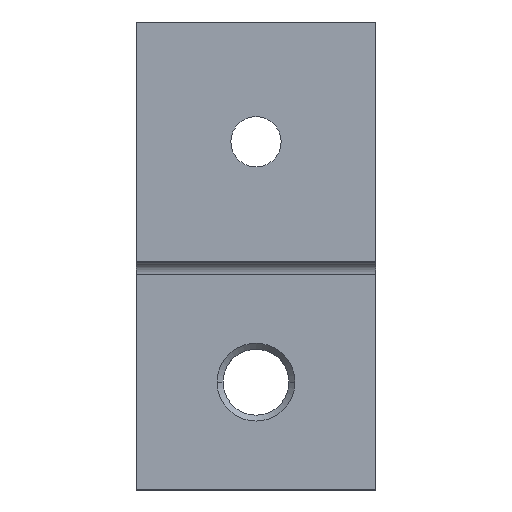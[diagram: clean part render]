
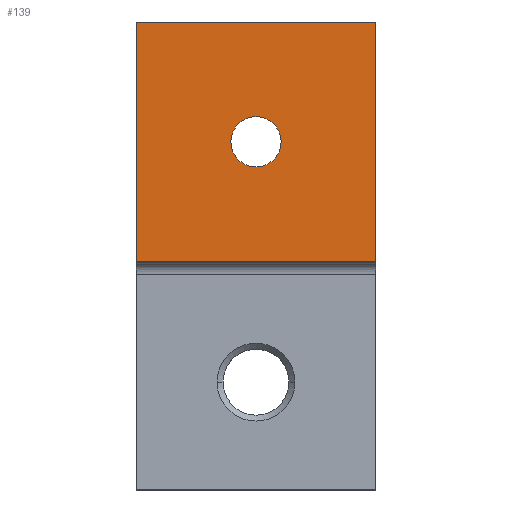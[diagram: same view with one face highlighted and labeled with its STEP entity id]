
A CAD part, top view. The second image highlights one B-rep face of the part: STEP entity #139.
In plain terms, the highlighted planar face has unit normal (0, 0, 1).
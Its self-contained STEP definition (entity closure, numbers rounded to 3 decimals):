
#9 = CARTESIAN_POINT ( 'NONE',  ( -10., -10., 0. ) ) ;
#28 = CARTESIAN_POINT ( 'NONE',  ( 0., 0., 0. ) ) ;
#44 = EDGE_CURVE ( 'NONE', #1096, #856, #61, .T. ) ;
#46 = CARTESIAN_POINT ( 'NONE',  ( 2.1, 0., 0. ) ) ;
#61 = LINE ( 'NONE', #1064, #772 ) ;
#78 = EDGE_CURVE ( 'NONE', #888, #1104, #110, .T. ) ;
#79 = LINE ( 'NONE', #450, #993 ) ;
#88 = EDGE_LOOP ( 'NONE', ( #142, #524 ) ) ;
#94 = CARTESIAN_POINT ( 'NONE',  ( -10., 10., 0. ) ) ;
#109 = CARTESIAN_POINT ( 'NONE',  ( -2.1, 0., 0. ) ) ;
#110 = CIRCLE ( 'NONE', #1164, 2.1 ) ;
#112 = EDGE_CURVE ( 'NONE', #169, #1096, #79, .T. ) ;
#123 = DIRECTION ( 'NONE',  ( 1., 0., 0. ) ) ;
#135 = VECTOR ( 'NONE', #968, 1000. ) ;
#139 = ADVANCED_FACE ( 'NONE', ( #732, #971 ), #542, .F. ) ;
#142 = ORIENTED_EDGE ( 'NONE', *, *, #954, .F. ) ;
#143 = ORIENTED_EDGE ( 'NONE', *, *, #112, .T. ) ;
#160 = ORIENTED_EDGE ( 'NONE', *, *, #44, .T. ) ;
#169 = VERTEX_POINT ( 'NONE', #1016 ) ;
#231 = LINE ( 'NONE', #1099, #694 ) ;
#246 = CARTESIAN_POINT ( 'NONE',  ( 10., -10., 0. ) ) ;
#272 = ORIENTED_EDGE ( 'NONE', *, *, #1148, .T. ) ;
#275 = DIRECTION ( 'NONE',  ( 0., 0., 1. ) ) ;
#332 = EDGE_CURVE ( 'NONE', #724, #169, #231, .T. ) ;
#338 = AXIS2_PLACEMENT_3D ( 'NONE', #94, #923, #369 ) ;
#368 = LINE ( 'NONE', #703, #135 ) ;
#369 = DIRECTION ( 'NONE',  ( -1., 0., 0. ) ) ;
#450 = CARTESIAN_POINT ( 'NONE',  ( -10., 10., 0. ) ) ;
#465 = EDGE_LOOP ( 'NONE', ( #160, #272, #1130, #143 ) ) ;
#524 = ORIENTED_EDGE ( 'NONE', *, *, #78, .F. ) ;
#542 = PLANE ( 'NONE',  #338 ) ;
#562 = CIRCLE ( 'NONE', #798, 2.1 ) ;
#590 = CARTESIAN_POINT ( 'NONE',  ( -10., 10., 0. ) ) ;
#676 = DIRECTION ( 'NONE',  ( 0., 0., 1. ) ) ;
#694 = VECTOR ( 'NONE', #928, 1000. ) ;
#703 = CARTESIAN_POINT ( 'NONE',  ( -10., -10., 0. ) ) ;
#724 = VERTEX_POINT ( 'NONE', #246 ) ;
#732 = FACE_BOUND ( 'NONE', #88, .T. ) ;
#738 = DIRECTION ( 'NONE',  ( -1., 0., 0. ) ) ;
#772 = VECTOR ( 'NONE', #1062, 1000. ) ;
#798 = AXIS2_PLACEMENT_3D ( 'NONE', #28, #676, #123 ) ;
#827 = CARTESIAN_POINT ( 'NONE',  ( 0., 0., 0. ) ) ;
#856 = VERTEX_POINT ( 'NONE', #9 ) ;
#888 = VERTEX_POINT ( 'NONE', #109 ) ;
#915 = DIRECTION ( 'NONE',  ( 1., 0., 0. ) ) ;
#923 = DIRECTION ( 'NONE',  ( 0., 0., -1. ) ) ;
#928 = DIRECTION ( 'NONE',  ( 0., 1., 0. ) ) ;
#954 = EDGE_CURVE ( 'NONE', #1104, #888, #562, .T. ) ;
#968 = DIRECTION ( 'NONE',  ( 1., 0., 0. ) ) ;
#971 = FACE_OUTER_BOUND ( 'NONE', #465, .T. ) ;
#993 = VECTOR ( 'NONE', #738, 1000. ) ;
#1016 = CARTESIAN_POINT ( 'NONE',  ( 10., 10., 0. ) ) ;
#1062 = DIRECTION ( 'NONE',  ( 0., -1., 0. ) ) ;
#1064 = CARTESIAN_POINT ( 'NONE',  ( -10., -10., 0. ) ) ;
#1096 = VERTEX_POINT ( 'NONE', #590 ) ;
#1099 = CARTESIAN_POINT ( 'NONE',  ( 10., -10., 0. ) ) ;
#1104 = VERTEX_POINT ( 'NONE', #46 ) ;
#1130 = ORIENTED_EDGE ( 'NONE', *, *, #332, .T. ) ;
#1148 = EDGE_CURVE ( 'NONE', #856, #724, #368, .T. ) ;
#1164 = AXIS2_PLACEMENT_3D ( 'NONE', #827, #275, #915 ) ;
